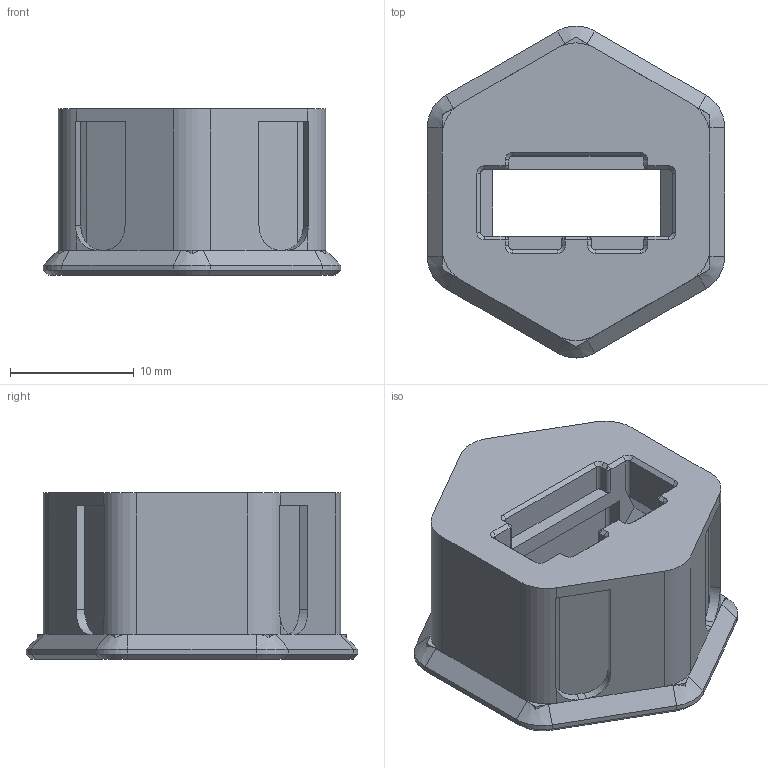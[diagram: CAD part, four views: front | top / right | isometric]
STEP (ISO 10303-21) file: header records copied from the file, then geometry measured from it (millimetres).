
FILE_DESCRIPTION(/* description */ (''),/* implementation_level */ '2;1');
FILE_NAME(/* name */ 'jst_sm_skirt_button.step',/* time_stamp */ '2022-09-03T12:56:02+12:00',/* author */ (''),/* organization */ (''),/* preprocessor_version */ 'ST-DEVELOPER v19',/* originating_system */ 'Autodesk Translation Framework v11.7.0.108',/* authorisation */ '');
FILE_SCHEMA (('AUTOMOTIVE_DESIGN { 1 0 10303 214 3 1 1 }'));
Length unit declared in the file: millimetre
Products named in the file (1): skirt_button_jst_sm
Bounding box: 24 x 26.78 x 13.4 mm (x, y, z)
Volume: 3806.6 mm3; surface area: 2458 mm2
Topology: 1 solids, 1 shells, 206 faces, 508 edges, 296 vertices
Faces by surface type: plane 122, cylinder 44, cone 36, bspline 4
Entity records: 6041 total; most frequent: CARTESIAN_POINT 1221, ORIENTED_EDGE 1000, DIRECTION 996, EDGE_CURVE 500, LINE 362, VECTOR 362, AXIS2_PLACEMENT_3D 317, VERTEX_POINT 296
